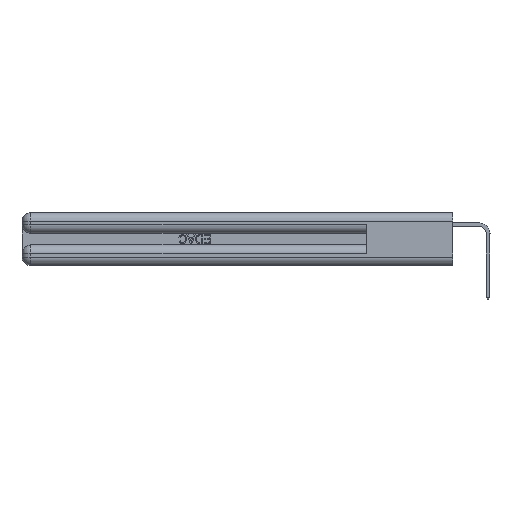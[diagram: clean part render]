
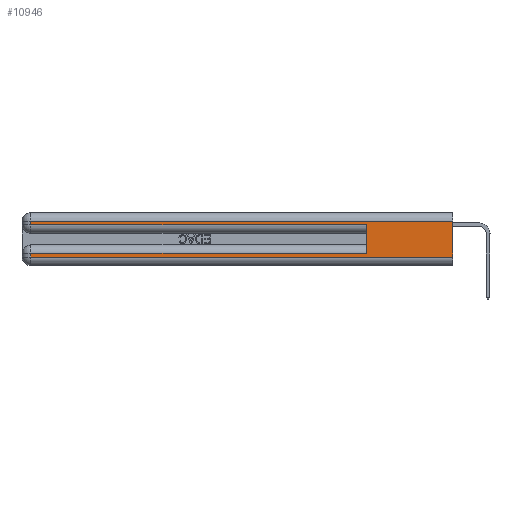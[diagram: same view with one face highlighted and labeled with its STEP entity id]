
A CAD part, left-side view. The second image highlights one B-rep face of the part: STEP entity #10946.
In plain terms, the highlighted planar face has unit normal (-1, 0, 0).
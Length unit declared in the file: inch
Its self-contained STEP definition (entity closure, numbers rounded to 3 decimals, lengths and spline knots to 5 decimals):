
#466 = LINE ( 'NONE', #14919, #41063 ) ;
#905 = VERTEX_POINT ( 'NONE', #19452 ) ;
#1172 = VERTEX_POINT ( 'NONE', #10945 ) ;
#1347 = AXIS2_PLACEMENT_3D ( 'NONE', #14550, #17788, #40038 ) ;
#3115 = LINE ( 'NONE', #29773, #28913 ) ;
#4566 = CARTESIAN_POINT ( 'NONE',  ( 0., 0., 0.31 ) ) ;
#4846 = ORIENTED_EDGE ( 'NONE', *, *, #34638, .T. ) ;
#5004 = VECTOR ( 'NONE', #39764, 39.37008 ) ;
#5467 = ORIENTED_EDGE ( 'NONE', *, *, #24825, .T. ) ;
#5620 = CARTESIAN_POINT ( 'NONE',  ( 0., 0., 0.31 ) ) ;
#5856 = EDGE_CURVE ( 'NONE', #39339, #31809, #466, .T. ) ;
#6159 = LINE ( 'NONE', #30976, #22373 ) ;
#7211 = DIRECTION ( 'NONE',  ( 0., -1., 0. ) ) ;
#8896 = DIRECTION ( 'NONE',  ( 0., 1., 0. ) ) ;
#9977 = CARTESIAN_POINT ( 'NONE',  ( 0., 2.94, 0.285 ) ) ;
#10720 = CARTESIAN_POINT ( 'NONE',  ( 0., 0.6, 0.285 ) ) ;
#10945 = CARTESIAN_POINT ( 'NONE',  ( 0., 0., 0.06 ) ) ;
#10946 = ADVANCED_FACE ( 'NONE', ( #12256 ), #36872, .F. ) ;
#11037 = EDGE_CURVE ( 'NONE', #13887, #30041, #6159, .T. ) ;
#12256 = FACE_OUTER_BOUND ( 'NONE', #33044, .T. ) ;
#12342 = LINE ( 'NONE', #12989, #35859 ) ;
#12989 = CARTESIAN_POINT ( 'NONE',  ( 0., 0., 0.285 ) ) ;
#13887 = VERTEX_POINT ( 'NONE', #33508 ) ;
#14550 = CARTESIAN_POINT ( 'NONE',  ( 0., 0., 0.37 ) ) ;
#14570 = EDGE_CURVE ( 'NONE', #20154, #39339, #16968, .T. ) ;
#14919 = CARTESIAN_POINT ( 'NONE',  ( 0., 2.94, 0.37 ) ) ;
#16153 = EDGE_CURVE ( 'NONE', #905, #1172, #3115, .T. ) ;
#16221 = LINE ( 'NONE', #27333, #32281 ) ;
#16968 = LINE ( 'NONE', #5620, #32987 ) ;
#17007 = DIRECTION ( 'NONE',  ( 0., 0., -1. ) ) ;
#17595 = ORIENTED_EDGE ( 'NONE', *, *, #16153, .T. ) ;
#17788 = DIRECTION ( 'NONE',  ( 1., 0., 0. ) ) ;
#18500 = ORIENTED_EDGE ( 'NONE', *, *, #26147, .F. ) ;
#18502 = DIRECTION ( 'NONE',  ( 0., 0., -1. ) ) ;
#19452 = CARTESIAN_POINT ( 'NONE',  ( 0., 2.94, 0.06 ) ) ;
#20154 = VERTEX_POINT ( 'NONE', #4566 ) ;
#20781 = CARTESIAN_POINT ( 'NONE',  ( 0., 0.6, 0.145 ) ) ;
#21290 = ORIENTED_EDGE ( 'NONE', *, *, #5856, .T. ) ;
#21453 = DIRECTION ( 'NONE',  ( 0., 0., -1. ) ) ;
#22373 = VECTOR ( 'NONE', #40436, 39.37008 ) ;
#24548 = ORIENTED_EDGE ( 'NONE', *, *, #11037, .T. ) ;
#24825 = EDGE_CURVE ( 'NONE', #30041, #905, #36255, .T. ) ;
#25359 = EDGE_CURVE ( 'NONE', #20154, #1172, #16221, .T. ) ;
#26058 = VERTEX_POINT ( 'NONE', #10720 ) ;
#26147 = EDGE_CURVE ( 'NONE', #13887, #26058, #38095, .T. ) ;
#27333 = CARTESIAN_POINT ( 'NONE',  ( 0., 0., 0.37 ) ) ;
#27879 = VECTOR ( 'NONE', #18502, 39.37008 ) ;
#28913 = VECTOR ( 'NONE', #7211, 39.37008 ) ;
#29773 = CARTESIAN_POINT ( 'NONE',  ( 0., 0., 0.06 ) ) ;
#30041 = VERTEX_POINT ( 'NONE', #36019 ) ;
#30976 = CARTESIAN_POINT ( 'NONE',  ( 0., 0., 0.085 ) ) ;
#31809 = VERTEX_POINT ( 'NONE', #9977 ) ;
#32281 = VECTOR ( 'NONE', #17007, 39.37008 ) ;
#32987 = VECTOR ( 'NONE', #8896, 39.37008 ) ;
#33044 = EDGE_LOOP ( 'NONE', ( #41037, #34405, #21290, #4846, #18500, #24548, #5467, #17595 ) ) ;
#33508 = CARTESIAN_POINT ( 'NONE',  ( 0., 0.6, 0.085 ) ) ;
#34399 = CARTESIAN_POINT ( 'NONE',  ( 0., 2.94, 0.37 ) ) ;
#34405 = ORIENTED_EDGE ( 'NONE', *, *, #14570, .T. ) ;
#34638 = EDGE_CURVE ( 'NONE', #31809, #26058, #12342, .T. ) ;
#35354 = CARTESIAN_POINT ( 'NONE',  ( 0., 2.94, 0.31 ) ) ;
#35358 = DIRECTION ( 'NONE',  ( 0., -1., 0. ) ) ;
#35859 = VECTOR ( 'NONE', #35358, 39.37008 ) ;
#36019 = CARTESIAN_POINT ( 'NONE',  ( 0., 2.94, 0.085 ) ) ;
#36255 = LINE ( 'NONE', #34399, #27879 ) ;
#36872 = PLANE ( 'NONE',  #1347 ) ;
#38095 = LINE ( 'NONE', #20781, #5004 ) ;
#39339 = VERTEX_POINT ( 'NONE', #35354 ) ;
#39764 = DIRECTION ( 'NONE',  ( 0., 0., 1. ) ) ;
#40038 = DIRECTION ( 'NONE',  ( 0., 0., -1. ) ) ;
#40436 = DIRECTION ( 'NONE',  ( 0., 1., 0. ) ) ;
#41037 = ORIENTED_EDGE ( 'NONE', *, *, #25359, .F. ) ;
#41063 = VECTOR ( 'NONE', #21453, 39.37008 ) ;
